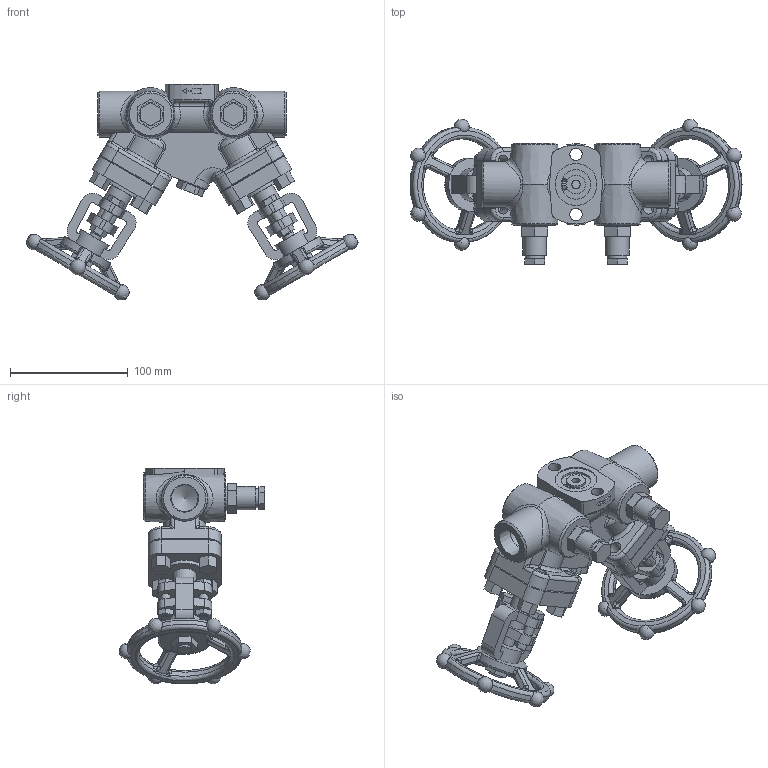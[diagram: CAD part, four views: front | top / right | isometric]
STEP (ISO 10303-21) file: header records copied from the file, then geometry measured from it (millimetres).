
FILE_DESCRIPTION(/* description */ (''),/* implementation_level */ '2;1');
FILE_NAME(/* name */ 'v2rb0-020-screw-00.stp',/* time_stamp */ '2018-04-19T09:59:59+09:00',/* author */ ('nakaot'),/* organization */ (''),/* preprocessor_version */ 'ST-DEVELOPER v15.6',/* originating_system */ 'Autodesk Inventor 2015',/* authorisation */ '');
FILE_SCHEMA (('CONFIG_CONTROL_DESIGN'));
Length unit declared in the file: millimetre
Products named in the file (1): v2rb0-020-screw-00
Bounding box: 281.46 x 123.51 x 182.91 mm (x, y, z)
Volume: 747536.4 mm3; surface area: 167684.9 mm2
Topology: 3 solids, 13 shells, 986 faces, 2593 edges, 1628 vertices
Faces by surface type: plane 357, cylinder 288, bspline 226, torus 66, cone 37, sphere 12
Full cylindrical faces by diameter (mm): 4 x2, 7 x3, 8 x9, 10 x12, 10.5 x2, 11.445 x10, 12 x2, 14.05 x2, 15.2 x1, 16 x5, 20 x4, 21 x5, 22.631 x2, 25 x1, 28 x2, 35.5 x1, 38 x2, 39 x2, 40 x4
Entity records: 37991 total; most frequent: CARTESIAN_POINT 15667, ORIENTED_EDGE 4786, DIRECTION 4183, EDGE_CURVE 2391, AXIS2_PLACEMENT_3D 1595, VERTEX_POINT 1571, EDGE_LOOP 1198, LINE 993
